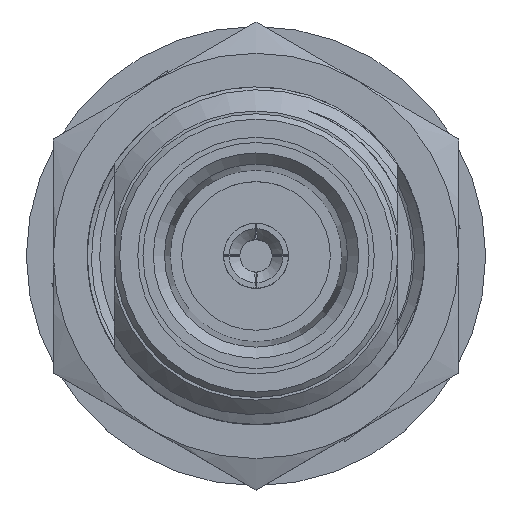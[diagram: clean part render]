
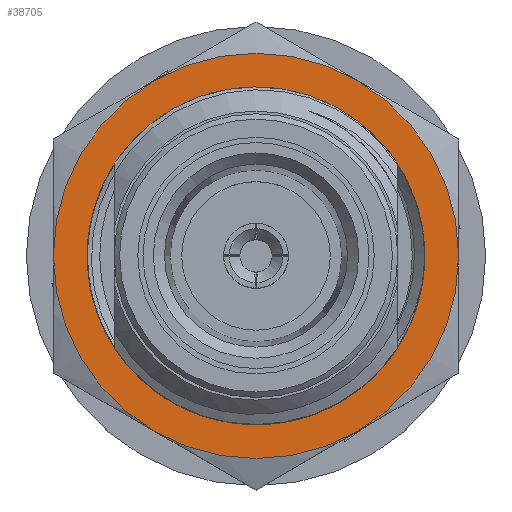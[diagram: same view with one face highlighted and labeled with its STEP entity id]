
A CAD part, top view. The second image highlights one B-rep face of the part: STEP entity #38705.
In plain terms, the highlighted planar face has unit normal (0, 0, 1).
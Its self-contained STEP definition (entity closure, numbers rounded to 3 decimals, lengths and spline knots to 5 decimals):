
#1159 = ORIENTED_EDGE ( 'NONE', *, *, #5723, .T. ) ;
#1374 = CARTESIAN_POINT ( 'NONE',  ( 0., 0., -0.39 ) ) ;
#4080 = CIRCLE ( 'NONE', #18961, 0.375 ) ;
#4463 = CARTESIAN_POINT ( 'NONE',  ( 0., 0., -0.39 ) ) ;
#5723 = EDGE_CURVE ( 'NONE', #65060, #16177, #31292, .T. ) ;
#8406 = CARTESIAN_POINT ( 'NONE',  ( 0.1875, -0.32476, -0.39 ) ) ;
#8452 = CARTESIAN_POINT ( 'NONE',  ( 0., 0., -0.39 ) ) ;
#9443 = DIRECTION ( 'NONE',  ( 0.866, -0.5, 0. ) ) ;
#9656 = AXIS2_PLACEMENT_3D ( 'NONE', #11622, #24032, #17700 ) ;
#11622 = CARTESIAN_POINT ( 'NONE',  ( 0., 0., -0.39 ) ) ;
#12803 = CARTESIAN_POINT ( 'NONE',  ( 0.375, 0., -0.39 ) ) ;
#12871 = DIRECTION ( 'NONE',  ( 0., 0., 1. ) ) ;
#13950 = CARTESIAN_POINT ( 'NONE',  ( 0., 0., -0.39 ) ) ;
#14225 = FACE_BOUND ( 'NONE', #26543, .T. ) ;
#16091 = CARTESIAN_POINT ( 'NONE',  ( 0.1875, 0.32476, -0.39 ) ) ;
#16177 = VERTEX_POINT ( 'NONE', #16091 ) ;
#17568 = EDGE_CURVE ( 'NONE', #80412, #58719, #28017, .T. ) ;
#17700 = DIRECTION ( 'NONE',  ( 0.866, -0.5, 0. ) ) ;
#17888 = DIRECTION ( 'NONE',  ( 0.866, -0.5, 0. ) ) ;
#18961 = AXIS2_PLACEMENT_3D ( 'NONE', #1374, #39804, #27592 ) ;
#19523 = AXIS2_PLACEMENT_3D ( 'NONE', #4463, #36756, #37583 ) ;
#19588 = AXIS2_PLACEMENT_3D ( 'NONE', #23959, #37240, #17888 ) ;
#19792 = VERTEX_POINT ( 'NONE', #66579 ) ;
#19949 = CIRCLE ( 'NONE', #19588, 0.375 ) ;
#20612 = EDGE_CURVE ( 'NONE', #19792, #57978, #54199, .T. ) ;
#23959 = CARTESIAN_POINT ( 'NONE',  ( 0., 0., -0.39 ) ) ;
#24032 = DIRECTION ( 'NONE',  ( 0., 0., 1. ) ) ;
#25085 = EDGE_CURVE ( 'NONE', #57978, #65060, #19949, .T. ) ;
#26499 = DIRECTION ( 'NONE',  ( 0., 0., 1. ) ) ;
#26543 = EDGE_LOOP ( 'NONE', ( #58663, #81116 ) ) ;
#26863 = ORIENTED_EDGE ( 'NONE', *, *, #17568, .T. ) ;
#27592 = DIRECTION ( 'NONE',  ( 0.866, -0.5, 0. ) ) ;
#27676 = CARTESIAN_POINT ( 'NONE',  ( -0.1875, 0.32476, -0.39 ) ) ;
#28017 = CIRCLE ( 'NONE', #41736, 0.375 ) ;
#28268 = EDGE_LOOP ( 'NONE', ( #65698, #1159, #70646, #26863, #65975, #62297 ) ) ;
#30922 = AXIS2_PLACEMENT_3D ( 'NONE', #78898, #41220, #9443 ) ;
#31292 = CIRCLE ( 'NONE', #30922, 0.375 ) ;
#31793 = CARTESIAN_POINT ( 'NONE',  ( -0.375, 0., -0.39 ) ) ;
#32752 = AXIS2_PLACEMENT_3D ( 'NONE', #65310, #26499, #33969 ) ;
#33006 = AXIS2_PLACEMENT_3D ( 'NONE', #13950, #12871, #57156 ) ;
#33969 = DIRECTION ( 'NONE',  ( 0.866, -0.5, 0. ) ) ;
#34297 = EDGE_CURVE ( 'NONE', #58719, #19792, #74728, .T. ) ;
#36307 = DIRECTION ( 'NONE',  ( 0.866, -0.5, 0. ) ) ;
#36756 = DIRECTION ( 'NONE',  ( 0., 0., 1. ) ) ;
#37240 = DIRECTION ( 'NONE',  ( 0., 0., 1. ) ) ;
#37583 = DIRECTION ( 'NONE',  ( 0.866, -0.5, 0. ) ) ;
#38705 = ADVANCED_FACE ( 'NONE', ( #14225, #74658 ), #43036, .T. ) ;
#39505 = DIRECTION ( 'NONE',  ( 0.866, -0.5, 0. ) ) ;
#39804 = DIRECTION ( 'NONE',  ( 0., 0., 1. ) ) ;
#41220 = DIRECTION ( 'NONE',  ( 0., 0., 1. ) ) ;
#41736 = AXIS2_PLACEMENT_3D ( 'NONE', #49333, #74788, #36307 ) ;
#43036 = PLANE ( 'NONE',  #33006 ) ;
#48456 = CARTESIAN_POINT ( 'NONE',  ( 0.30456, -0.07001, -0.39 ) ) ;
#49333 = CARTESIAN_POINT ( 'NONE',  ( 0., 0., -0.39 ) ) ;
#51780 = CARTESIAN_POINT ( 'NONE',  ( 0.16585, -0.26486, -0.39 ) ) ;
#54199 = CIRCLE ( 'NONE', #77901, 0.375 ) ;
#54585 = CIRCLE ( 'NONE', #19523, 0.3125 ) ;
#56440 = VERTEX_POINT ( 'NONE', #51780 ) ;
#57156 = DIRECTION ( 'NONE',  ( 0.866, -0.5, 0. ) ) ;
#57978 = VERTEX_POINT ( 'NONE', #8406 ) ;
#58663 = ORIENTED_EDGE ( 'NONE', *, *, #59428, .F. ) ;
#58719 = VERTEX_POINT ( 'NONE', #31793 ) ;
#59199 = EDGE_CURVE ( 'NONE', #16177, #80412, #4080, .T. ) ;
#59428 = EDGE_CURVE ( 'NONE', #67534, #56440, #74355, .T. ) ;
#62297 = ORIENTED_EDGE ( 'NONE', *, *, #20612, .T. ) ;
#65060 = VERTEX_POINT ( 'NONE', #12803 ) ;
#65310 = CARTESIAN_POINT ( 'NONE',  ( 0., 0., -0.39 ) ) ;
#65698 = ORIENTED_EDGE ( 'NONE', *, *, #25085, .T. ) ;
#65975 = ORIENTED_EDGE ( 'NONE', *, *, #34297, .T. ) ;
#66232 = EDGE_CURVE ( 'NONE', #56440, #67534, #54585, .T. ) ;
#66579 = CARTESIAN_POINT ( 'NONE',  ( -0.1875, -0.32476, -0.39 ) ) ;
#67534 = VERTEX_POINT ( 'NONE', #48456 ) ;
#70646 = ORIENTED_EDGE ( 'NONE', *, *, #59199, .T. ) ;
#74355 = CIRCLE ( 'NONE', #32752, 0.3125 ) ;
#74658 = FACE_OUTER_BOUND ( 'NONE', #28268, .T. ) ;
#74728 = CIRCLE ( 'NONE', #9656, 0.375 ) ;
#74788 = DIRECTION ( 'NONE',  ( 0., 0., 1. ) ) ;
#77901 = AXIS2_PLACEMENT_3D ( 'NONE', #8452, #78460, #39505 ) ;
#78460 = DIRECTION ( 'NONE',  ( 0., 0., 1. ) ) ;
#78898 = CARTESIAN_POINT ( 'NONE',  ( 0., 0., -0.39 ) ) ;
#80412 = VERTEX_POINT ( 'NONE', #27676 ) ;
#81116 = ORIENTED_EDGE ( 'NONE', *, *, #66232, .F. ) ;
